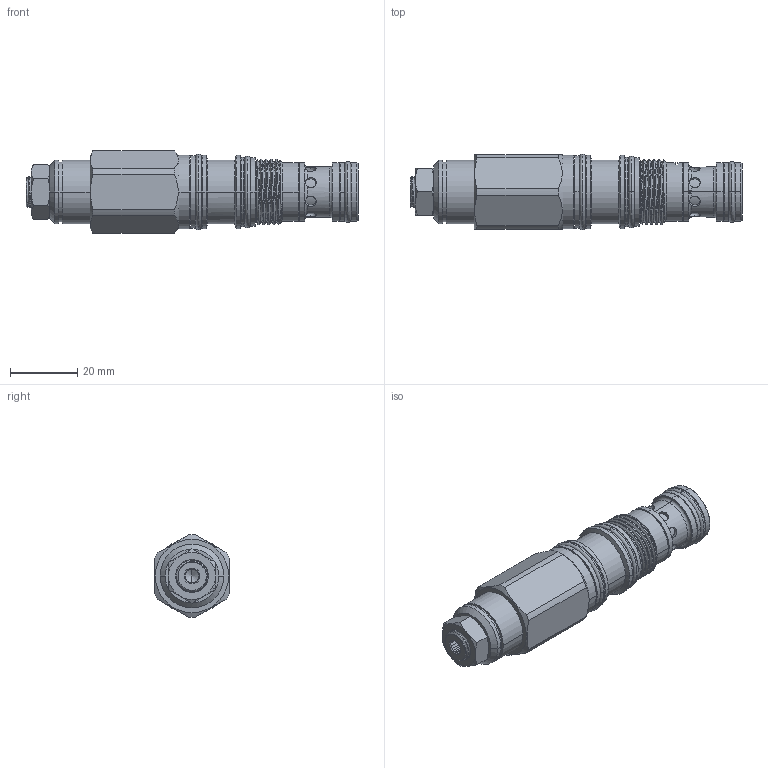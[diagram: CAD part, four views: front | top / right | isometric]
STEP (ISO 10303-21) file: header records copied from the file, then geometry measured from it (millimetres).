
FILE_DESCRIPTION (( 'STEP AP203' ), '1' );
FILE_NAME ('MB11A3C(3D)-L.STEP', '2023-07-03T05:16:52', ( '' ), ( '' ), 'SwSTEP 2.0', 'SolidWorks 2018', '' );
FILE_SCHEMA (( 'CONFIG_CONTROL_DESIGN' ));
Length unit declared in the file: millimetre
Products named in the file (1): MB11A3C(3D)-L
Bounding box: 98.85 x 22.56 x 24.59 mm (x, y, z)
Volume: 29773 mm3; surface area: 10568.1 mm2
Topology: 7 solids, 7 shells, 293 faces, 705 edges, 439 vertices
Faces by surface type: cylinder 132, cone 63, plane 62, torus 31, bspline 5
Entity records: 16545 total; most frequent: CARTESIAN_POINT 9866, ORIENTED_EDGE 1406, DIRECTION 1373, EDGE_CURVE 703, AXIS2_PLACEMENT_3D 580, VERTEX_POINT 439, EDGE_LOOP 322, ADVANCED_FACE 293
